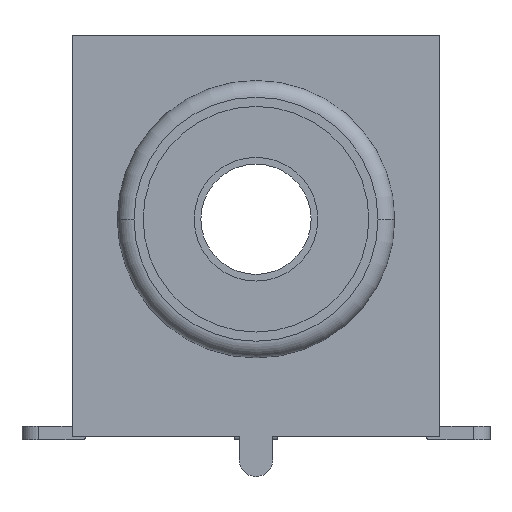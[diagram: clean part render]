
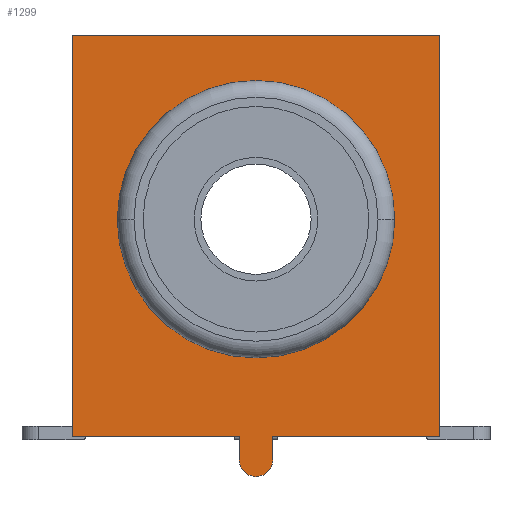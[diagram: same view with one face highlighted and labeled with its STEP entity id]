
A CAD part, left-side view. The second image highlights one B-rep face of the part: STEP entity #1299.
In plain terms, the highlighted planar face has unit normal (-1, 0, 0).
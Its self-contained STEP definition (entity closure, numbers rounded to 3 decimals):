
#943 = EDGE_CURVE('',#944,#946,#948,.T.);
#944 = VERTEX_POINT('',#945);
#945 = CARTESIAN_POINT('',(0.777,4.15,6.498)
  );
#946 = VERTEX_POINT('',#947);
#947 = CARTESIAN_POINT('',(0.777,-4.15,6.498
    ));
#948 = CIRCLE('',#949,4.15);
#949 = AXIS2_PLACEMENT_3D('',#950,#951,#952);
#950 = CARTESIAN_POINT('',(0.777,0.,
    6.498));
#951 = DIRECTION('',(1.,0.,0.));
#952 = DIRECTION('',(0.,-1.,0.));
#1110 = EDGE_CURVE('',#946,#944,#1111,.T.);
#1111 = CIRCLE('',#1112,4.15);
#1112 = AXIS2_PLACEMENT_3D('',#1113,#1114,#1115);
#1113 = CARTESIAN_POINT('',(0.777,0.,
    6.498));
#1114 = DIRECTION('',(1.,0.,0.));
#1115 = DIRECTION('',(0.,-1.,0.));
#1170 = VERTEX_POINT('',#1171);
#1171 = CARTESIAN_POINT('',(0.777,-5.5,
    -0.002));
#1177 = EDGE_CURVE('',#1170,#1178,#1180,.T.);
#1178 = VERTEX_POINT('',#1179);
#1179 = CARTESIAN_POINT('',(0.777,-0.5,
    -0.002));
#1180 = LINE('',#1181,#1182);
#1181 = CARTESIAN_POINT('',(0.777,-5.5,
    -0.002));
#1182 = VECTOR('',#1183,1.);
#1183 = DIRECTION('',(0.,1.,0.));
#1299 = ADVANCED_FACE('',(#1300,#1358),#1362,.T.);
#1300 = FACE_BOUND('',#1301,.T.);
#1301 = EDGE_LOOP('',(#1302,#1313,#1319,#1320,#1328,#1336,#1344,#1352));
#1302 = ORIENTED_EDGE('',*,*,#1303,.T.);
#1303 = EDGE_CURVE('',#1304,#1306,#1308,.T.);
#1304 = VERTEX_POINT('',#1305);
#1305 = CARTESIAN_POINT('',(0.777,0.5,
    -0.702));
#1306 = VERTEX_POINT('',#1307);
#1307 = CARTESIAN_POINT('',(0.777,-0.5,
    -0.702));
#1308 = CIRCLE('',#1309,0.5);
#1309 = AXIS2_PLACEMENT_3D('',#1310,#1311,#1312);
#1310 = CARTESIAN_POINT('',(0.777,0.,
    -0.702));
#1311 = DIRECTION('',(-1.,0.,0.));
#1312 = DIRECTION('',(0.,-1.,0.));
#1313 = ORIENTED_EDGE('',*,*,#1314,.T.);
#1314 = EDGE_CURVE('',#1306,#1178,#1315,.T.);
#1315 = LINE('',#1316,#1317);
#1316 = CARTESIAN_POINT('',(0.777,-0.5,
    -1.202));
#1317 = VECTOR('',#1318,1.);
#1318 = DIRECTION('',(0.,0.,1.));
#1319 = ORIENTED_EDGE('',*,*,#1177,.F.);
#1320 = ORIENTED_EDGE('',*,*,#1321,.F.);
#1321 = EDGE_CURVE('',#1322,#1170,#1324,.T.);
#1322 = VERTEX_POINT('',#1323);
#1323 = CARTESIAN_POINT('',(0.777,-5.5,
    11.998));
#1324 = LINE('',#1325,#1326);
#1325 = CARTESIAN_POINT('',(0.777,-5.5,
    11.998));
#1326 = VECTOR('',#1327,1.);
#1327 = DIRECTION('',(0.,0.,-1.));
#1328 = ORIENTED_EDGE('',*,*,#1329,.F.);
#1329 = EDGE_CURVE('',#1330,#1322,#1332,.T.);
#1330 = VERTEX_POINT('',#1331);
#1331 = CARTESIAN_POINT('',(0.777,5.5,
    11.998));
#1332 = LINE('',#1333,#1334);
#1333 = CARTESIAN_POINT('',(0.777,-5.5,
    11.998));
#1334 = VECTOR('',#1335,1.);
#1335 = DIRECTION('',(0.,-1.,0.));
#1336 = ORIENTED_EDGE('',*,*,#1337,.F.);
#1337 = EDGE_CURVE('',#1338,#1330,#1340,.T.);
#1338 = VERTEX_POINT('',#1339);
#1339 = CARTESIAN_POINT('',(0.777,5.5,
    -0.002));
#1340 = LINE('',#1341,#1342);
#1341 = CARTESIAN_POINT('',(0.777,5.5,
    11.998));
#1342 = VECTOR('',#1343,1.);
#1343 = DIRECTION('',(0.,0.,1.));
#1344 = ORIENTED_EDGE('',*,*,#1345,.F.);
#1345 = EDGE_CURVE('',#1346,#1338,#1348,.T.);
#1346 = VERTEX_POINT('',#1347);
#1347 = CARTESIAN_POINT('',(0.777,0.5,
    -0.002));
#1348 = LINE('',#1349,#1350);
#1349 = CARTESIAN_POINT('',(0.777,-5.5,
    -0.002));
#1350 = VECTOR('',#1351,1.);
#1351 = DIRECTION('',(0.,1.,0.));
#1352 = ORIENTED_EDGE('',*,*,#1353,.T.);
#1353 = EDGE_CURVE('',#1346,#1304,#1354,.T.);
#1354 = LINE('',#1355,#1356);
#1355 = CARTESIAN_POINT('',(0.777,0.5,
    -0.002));
#1356 = VECTOR('',#1357,1.);
#1357 = DIRECTION('',(0.,0.,-1.));
#1358 = FACE_BOUND('',#1359,.T.);
#1359 = EDGE_LOOP('',(#1360,#1361));
#1360 = ORIENTED_EDGE('',*,*,#1110,.T.);
#1361 = ORIENTED_EDGE('',*,*,#943,.T.);
#1362 = PLANE('',#1363);
#1363 = AXIS2_PLACEMENT_3D('',#1364,#1365,#1366);
#1364 = CARTESIAN_POINT('',(0.777,5.5,
    11.998));
#1365 = DIRECTION('',(-1.,0.,0.));
#1366 = DIRECTION('',(0.,-1.,0.));
